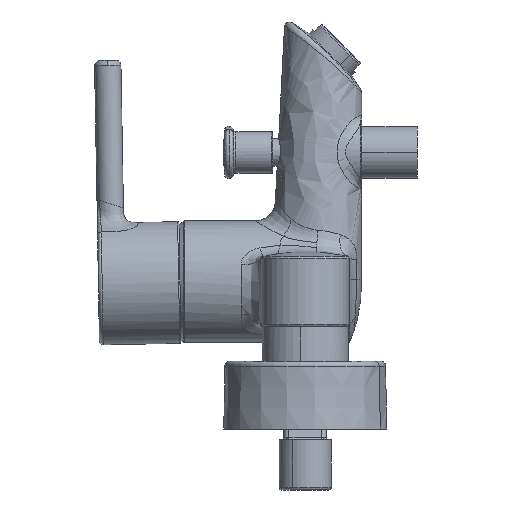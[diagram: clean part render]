
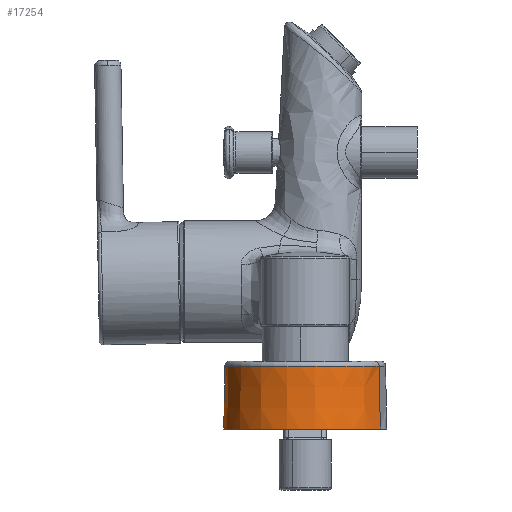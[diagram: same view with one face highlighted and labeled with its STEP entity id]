
A CAD part, left-side view. The second image highlights one B-rep face of the part: STEP entity #17254.
In plain terms, the highlighted conical face has half-angle 0.955 degrees and reference radius 32.083 mm.
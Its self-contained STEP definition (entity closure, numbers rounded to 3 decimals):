
#744 = CARTESIAN_POINT ( 'NONE',  ( -75., 0., -58.65 ) ) ;
#1879 = CONICAL_SURFACE ( 'NONE', #15979, 32.083, 0.017 ) ;
#2463 = LINE ( 'NONE', #19011, #6893 ) ;
#2770 = DIRECTION ( 'NONE',  ( 0., 0., -1. ) ) ;
#3546 = VERTEX_POINT ( 'NONE', #27553 ) ;
#3582 = DIRECTION ( 'NONE',  ( 0., 0., -1. ) ) ;
#6267 = EDGE_CURVE ( 'NONE', #6411, #22027, #12955, .T. ) ;
#6411 = VERTEX_POINT ( 'NONE', #28514 ) ;
#6893 = VECTOR ( 'NONE', #27487, 1000. ) ;
#7025 = ORIENTED_EDGE ( 'NONE', *, *, #19827, .T. ) ;
#7052 = CARTESIAN_POINT ( 'NONE',  ( -75., 0., -33.617 ) ) ;
#7340 = DIRECTION ( 'NONE',  ( -0.097, 0.995, 0. ) ) ;
#7959 = EDGE_CURVE ( 'NONE', #3546, #6411, #2463, .T. ) ;
#9280 = EDGE_LOOP ( 'NONE', ( #24685, #7025, #20594, #14641 ) ) ;
#9489 = CARTESIAN_POINT ( 'NONE',  ( -62.249, 29.894, -58.65 ) ) ;
#10796 = LINE ( 'NONE', #25599, #26991 ) ;
#12357 = AXIS2_PLACEMENT_3D ( 'NONE', #7052, #2770, #7340 ) ;
#12647 = VERTEX_POINT ( 'NONE', #26207 ) ;
#12955 = CIRCLE ( 'NONE', #25713, 32.5 ) ;
#14601 = DIRECTION ( 'NONE',  ( 0.392, 0.92, 0. ) ) ;
#14641 = ORIENTED_EDGE ( 'NONE', *, *, #6267, .F. ) ;
#15231 = FACE_OUTER_BOUND ( 'NONE', #9280, .T. ) ;
#15979 = AXIS2_PLACEMENT_3D ( 'NONE', #27830, #3582, #14601 ) ;
#16108 = DIRECTION ( 'NONE',  ( -0.097, 0.995, 0. ) ) ;
#16677 = EDGE_CURVE ( 'NONE', #12647, #22027, #10796, .T. ) ;
#17254 = ADVANCED_FACE ( 'NONE', ( #15231 ), #1879, .T. ) ;
#19011 = CARTESIAN_POINT ( 'NONE',  ( -87.588, -29.51, -33.617 ) ) ;
#19134 = DIRECTION ( 'NONE',  ( 0.007, 0.015, -1. ) ) ;
#19827 = EDGE_CURVE ( 'NONE', #3546, #12647, #27632, .T. ) ;
#20594 = ORIENTED_EDGE ( 'NONE', *, *, #16677, .T. ) ;
#22027 = VERTEX_POINT ( 'NONE', #9489 ) ;
#22871 = DIRECTION ( 'NONE',  ( 0., 0., -1. ) ) ;
#24685 = ORIENTED_EDGE ( 'NONE', *, *, #7959, .F. ) ;
#25599 = CARTESIAN_POINT ( 'NONE',  ( -62.412, 29.51, -33.617 ) ) ;
#25713 = AXIS2_PLACEMENT_3D ( 'NONE', #744, #22871, #16108 ) ;
#26207 = CARTESIAN_POINT ( 'NONE',  ( -62.412, 29.51, -33.617 ) ) ;
#26991 = VECTOR ( 'NONE', #19134, 1000. ) ;
#27487 = DIRECTION ( 'NONE',  ( -0.007, -0.015, -1. ) ) ;
#27553 = CARTESIAN_POINT ( 'NONE',  ( -87.588, -29.51, -33.617 ) ) ;
#27632 = CIRCLE ( 'NONE', #12357, 32.083 ) ;
#27830 = CARTESIAN_POINT ( 'NONE',  ( -75., 0., -33.617 ) ) ;
#28514 = CARTESIAN_POINT ( 'NONE',  ( -87.751, -29.894, -58.65 ) ) ;
